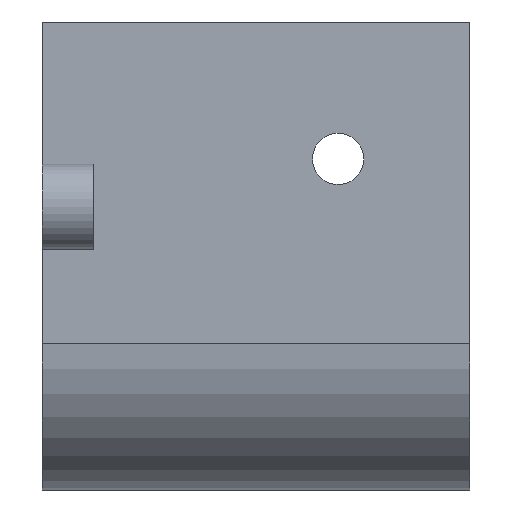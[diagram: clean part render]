
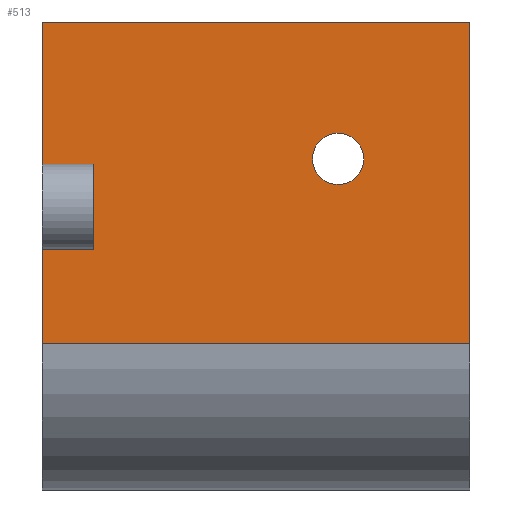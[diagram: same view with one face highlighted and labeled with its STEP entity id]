
A CAD part, left-side view. The second image highlights one B-rep face of the part: STEP entity #513.
In plain terms, the highlighted planar face has unit normal (-1, 0, 0).
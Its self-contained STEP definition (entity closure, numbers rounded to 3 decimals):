
#17=FACE_BOUND('',#82,.T.);
#29=PLANE('',#565);
#53=FACE_OUTER_BOUND('',#81,.T.);
#81=EDGE_LOOP('',(#399,#400,#401,#402,#403,#404,#405,#406));
#82=EDGE_LOOP('',(#407));
#106=LINE('',#746,#162);
#108=LINE('',#751,#164);
#110=LINE('',#754,#166);
#123=LINE('',#798,#179);
#124=LINE('',#800,#180);
#125=LINE('',#802,#181);
#126=LINE('',#804,#182);
#127=LINE('',#805,#183);
#162=VECTOR('',#604,10.);
#164=VECTOR('',#608,10.);
#166=VECTOR('',#612,10.);
#179=VECTOR('',#657,10.);
#180=VECTOR('',#658,10.);
#181=VECTOR('',#659,10.);
#182=VECTOR('',#660,10.);
#183=VECTOR('',#661,10.);
#224=CIRCLE('',#564,1.5);
#235=VERTEX_POINT('',#742);
#236=VERTEX_POINT('',#744);
#237=VERTEX_POINT('',#748);
#238=VERTEX_POINT('',#750);
#252=VERTEX_POINT('',#793);
#253=VERTEX_POINT('',#797);
#254=VERTEX_POINT('',#799);
#255=VERTEX_POINT('',#801);
#256=VERTEX_POINT('',#803);
#286=EDGE_CURVE('',#235,#236,#106,.T.);
#288=EDGE_CURVE('',#238,#237,#108,.T.);
#290=EDGE_CURVE('',#236,#238,#110,.T.);
#310=EDGE_CURVE('',#252,#252,#224,.T.);
#311=EDGE_CURVE('',#253,#237,#123,.T.);
#312=EDGE_CURVE('',#253,#254,#124,.T.);
#313=EDGE_CURVE('',#255,#254,#125,.T.);
#314=EDGE_CURVE('',#256,#255,#126,.T.);
#315=EDGE_CURVE('',#235,#256,#127,.T.);
#399=ORIENTED_EDGE('',*,*,#288,.T.);
#400=ORIENTED_EDGE('',*,*,#311,.F.);
#401=ORIENTED_EDGE('',*,*,#312,.T.);
#402=ORIENTED_EDGE('',*,*,#313,.F.);
#403=ORIENTED_EDGE('',*,*,#314,.F.);
#404=ORIENTED_EDGE('',*,*,#315,.F.);
#405=ORIENTED_EDGE('',*,*,#286,.T.);
#406=ORIENTED_EDGE('',*,*,#290,.T.);
#407=ORIENTED_EDGE('',*,*,#310,.T.);
#513=ADVANCED_FACE('',(#53,#17),#29,.T.);
#564=AXIS2_PLACEMENT_3D('',#795,#653,#654);
#565=AXIS2_PLACEMENT_3D('',#796,#655,#656);
#604=DIRECTION('',(0.,-1.,0.));
#608=DIRECTION('',(0.,1.,0.));
#612=DIRECTION('',(0.,0.,-1.));
#653=DIRECTION('center_axis',(1.,0.,0.));
#654=DIRECTION('ref_axis',(0.,1.,0.));
#655=DIRECTION('center_axis',(-1.,0.,0.));
#656=DIRECTION('ref_axis',(0.,0.,-1.));
#657=DIRECTION('',(0.,0.,1.));
#658=DIRECTION('',(0.,-1.,0.));
#659=DIRECTION('',(0.,0.,-1.));
#660=DIRECTION('',(0.,-1.,0.));
#661=DIRECTION('',(0.,0.,1.));
#742=CARTESIAN_POINT('',(-8.55,0.,10.5));
#744=CARTESIAN_POINT('',(-8.55,-3.,10.5));
#746=CARTESIAN_POINT('',(-8.55,0.,10.5));
#748=CARTESIAN_POINT('',(-8.55,0.,5.5));
#750=CARTESIAN_POINT('',(-8.55,-3.,5.5));
#751=CARTESIAN_POINT('',(-8.55,0.,5.5));
#754=CARTESIAN_POINT('',(-8.55,-3.,13.4));
#793=CARTESIAN_POINT('',(-8.55,-18.8,10.8));
#795=CARTESIAN_POINT('Origin',(-8.55,-17.3,10.8));
#796=CARTESIAN_POINT('Origin',(-8.55,0.,18.8));
#797=CARTESIAN_POINT('',(-8.55,0.,0.));
#798=CARTESIAN_POINT('',(-8.55,0.,0.));
#799=CARTESIAN_POINT('',(-8.55,-25.,0.));
#800=CARTESIAN_POINT('',(-8.55,0.,0.));
#801=CARTESIAN_POINT('',(-8.55,-25.,18.8));
#802=CARTESIAN_POINT('',(-8.55,-25.,0.));
#803=CARTESIAN_POINT('',(-8.55,0.,18.8));
#804=CARTESIAN_POINT('',(-8.55,0.,18.8));
#805=CARTESIAN_POINT('',(-8.55,0.,0.));
